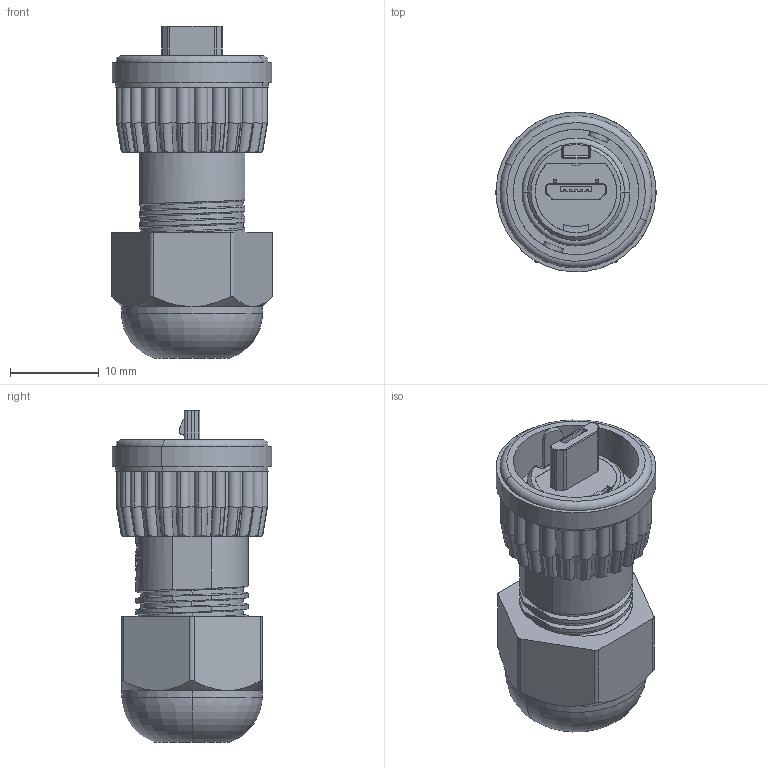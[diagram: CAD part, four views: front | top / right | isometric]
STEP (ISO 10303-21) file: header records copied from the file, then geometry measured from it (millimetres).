
FILE_DESCRIPTION (( 'STEP AP203' ), '1' );
FILE_NAME ('DCC-USBCB-120.STEP', '2014-09-17T13:23:45', ( '' ), ( '' ), 'SwSTEP 2.0', 'SolidWorks 2014', '' );
FILE_SCHEMA (( 'CONFIG_CONTROL_DESIGN' ));
Length unit declared in the file: inch
Products named in the file (1): DCC-USBCB-120
Bounding box: 18.17 x 18.02 x 37.41 mm (x, y, z)
Volume: 5428.1 mm3; surface area: 3222.5 mm2
Topology: 2 solids, 2 shells, 517 faces, 1393 edges, 897 vertices
Faces by surface type: cylinder 229, plane 172, cone 43, torus 38, bspline 33, sphere 2
Entity records: 18967 total; most frequent: CARTESIAN_POINT 6992, ORIENTED_EDGE 2782, DIRECTION 2201, EDGE_CURVE 1391, VERTEX_POINT 897, AXIS2_PLACEMENT_3D 827, VECTOR 547, LINE 547
